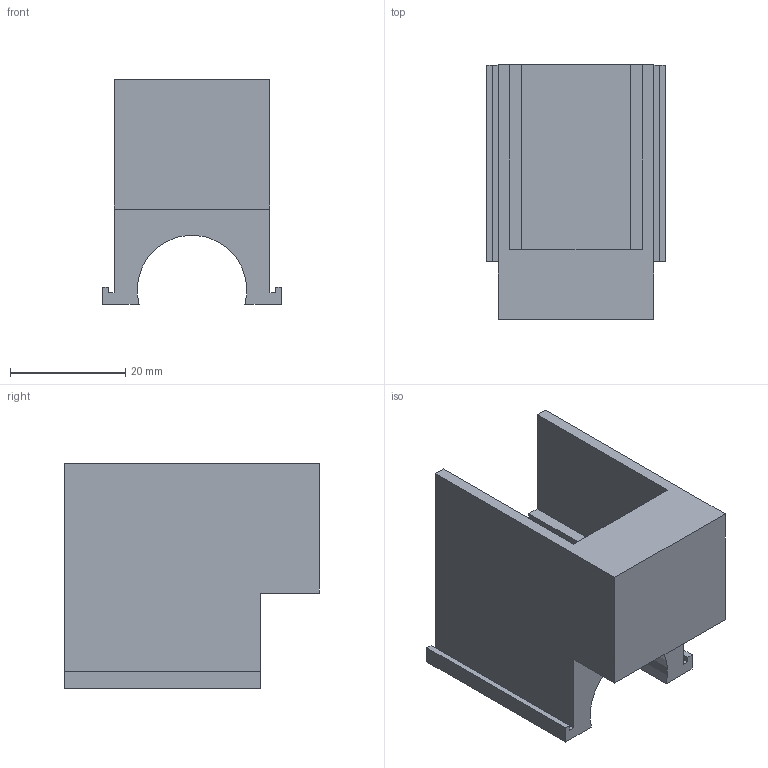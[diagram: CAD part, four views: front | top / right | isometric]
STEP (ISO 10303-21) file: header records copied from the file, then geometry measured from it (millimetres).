
FILE_DESCRIPTION(/* description */ (''),/* implementation_level */ '2;1');
FILE_NAME(/* name */ 'Case.step',/* time_stamp */ '2018-07-25T13:09:27+02:00',/* author */ (''),/* organization */ (''),/* preprocessor_version */ 'ST-DEVELOPER v17',/* originating_system */ 'Autodesk Translation Framework v7.1.0.215',/* authorisation */ '');
FILE_SCHEMA (('AUTOMOTIVE_DESIGN { 1 0 10303 214 3 1 1 }'));
Length unit declared in the file: millimetre
Products named in the file (1): Case
Bounding box: 31 x 44.1 x 39 mm (x, y, z)
Volume: 17026.7 mm3; surface area: 10494.4 mm2
Topology: 1 solids, 1 shells, 43 faces, 124 edges, 82 vertices
Faces by surface type: plane 42, cylinder 1
Entity records: 1428 total; most frequent: CARTESIAN_POINT 250, ORIENTED_EDGE 248, DIRECTION 214, EDGE_CURVE 124, LINE 122, VECTOR 122, VERTEX_POINT 82, AXIS2_PLACEMENT_3D 46
